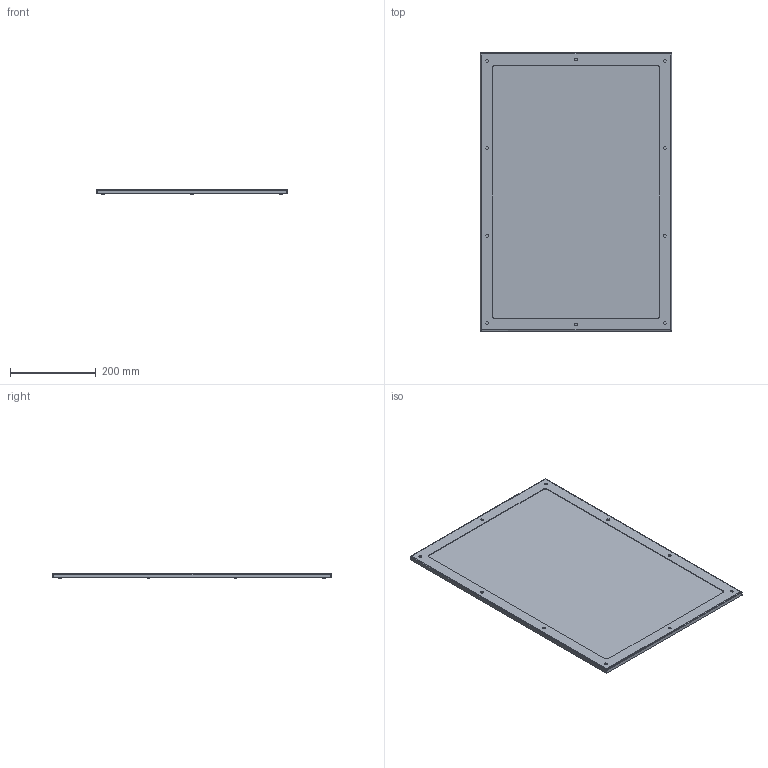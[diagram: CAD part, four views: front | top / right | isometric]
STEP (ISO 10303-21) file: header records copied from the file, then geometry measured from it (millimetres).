
FILE_DESCRIPTION (( 'STEP AP214' ), '1' );
FILE_NAME ('SCE-PWK2315NF.STEP', '2023-08-11T18:19:46', ( '' ), ( '' ), 'SwSTEP 2.0', 'SolidWorks 2021', '' );
FILE_SCHEMA (( 'AUTOMOTIVE_DESIGN' ));
Length unit declared in the file: inch
Products named in the file (1): SCE-PWK2315NF
Bounding box: 444.5 x 647.7 x 12.7 mm (x, y, z)
Volume: 1800263.2 mm3; surface area: 741427.4 mm2
Topology: 12 solids, 12 shells, 223 faces, 511 edges, 333 vertices
Faces by surface type: plane 121, cylinder 82, cone 20
Full cylindrical faces by diameter (mm): 5.42 x10
Entity records: 6483 total; most frequent: DIRECTION 1120, CARTESIAN_POINT 1068, ORIENTED_EDGE 1000, EDGE_CURVE 500, AXIS2_PLACEMENT_3D 400, VERTEX_POINT 332, VECTOR 320, LINE 320
